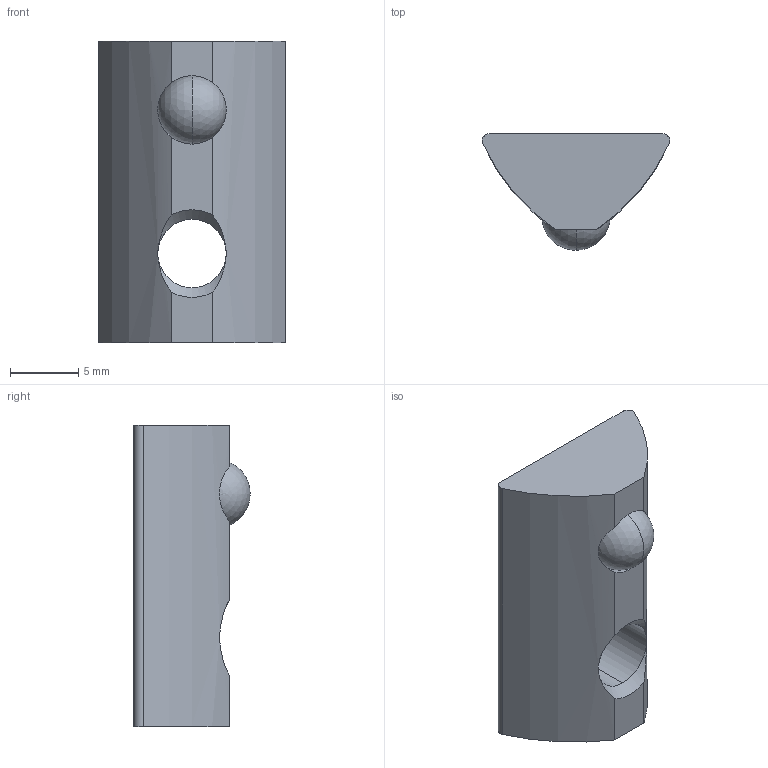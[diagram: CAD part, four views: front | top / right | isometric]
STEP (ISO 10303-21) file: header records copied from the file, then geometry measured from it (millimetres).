
FILE_DESCRIPTION (( 'STEP AP214' ), '1' );
FILE_NAME ('FIXE08E1230-Ecrou 8 St M6.step', '2023-03-24T10:02:02', ( 'Altae' ), ( '' ), 'SwSTEP 2.0', 'SolidWorks 2021', '' );
FILE_SCHEMA (( 'AUTOMOTIVE_DESIGN' ));
Length unit declared in the file: millimetre
Products named in the file (1): FIXE08E1230-Ecrou 8 St M6
Bounding box: 13.7 x 8.5 x 22 mm (x, y, z)
Volume: 1301.1 mm3; surface area: 1115.7 mm2
Topology: 2 solids, 2 shells, 23 faces, 63 edges, 41 vertices
Faces by surface type: cylinder 8, plane 7, cone 6, sphere 2
Entity records: 807 total; most frequent: CARTESIAN_POINT 192, DIRECTION 126, ORIENTED_EDGE 116, EDGE_CURVE 58, AXIS2_PLACEMENT_3D 52, VERTEX_POINT 38, CIRCLE 28, EDGE_LOOP 24
